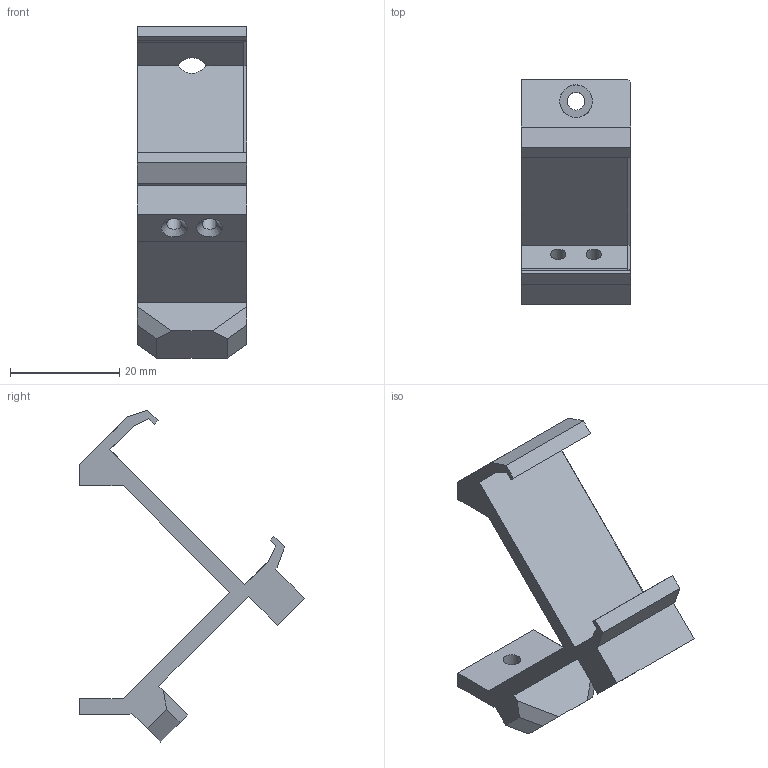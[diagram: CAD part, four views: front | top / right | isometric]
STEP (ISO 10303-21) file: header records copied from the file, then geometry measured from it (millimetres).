
FILE_DESCRIPTION(('FreeCAD Model'),'2;1');
FILE_NAME('Addon-BoardBracket.step','2015-07-02T15:02:56',('FreeCAD'),('FreeCAD'), 'Open CASCADE STEP processor 6.5','FreeCAD','Unknown');
FILE_SCHEMA(('AUTOMOTIVE_DESIGN_CC2 { 1 2 10303 214 -1 1 5 4 }'));
Length unit declared in the file: millimetre
Products named in the file (1): BoardBracketPinsChamfer022-Final
Bounding box: 20 x 41.24 x 60.86 mm (x, y, z)
Volume: 7604.5 mm3; surface area: 5699 mm2
Topology: 1 solids, 1 shells, 57 faces, 161 edges, 106 vertices
Faces by surface type: plane 50, cylinder 5, cone 2
Full cylindrical faces by diameter (mm): 2.75 x2, 3.25 x2, 6 x1
Entity records: 3996 total; most frequent: CARTESIAN_POINT 758, DIRECTION 589, LINE 427, VECTOR 427, ORIENTED_EDGE 322, PCURVE 322, DEFINITIONAL_REPRESENTATION 322, EDGE_CURVE 161
